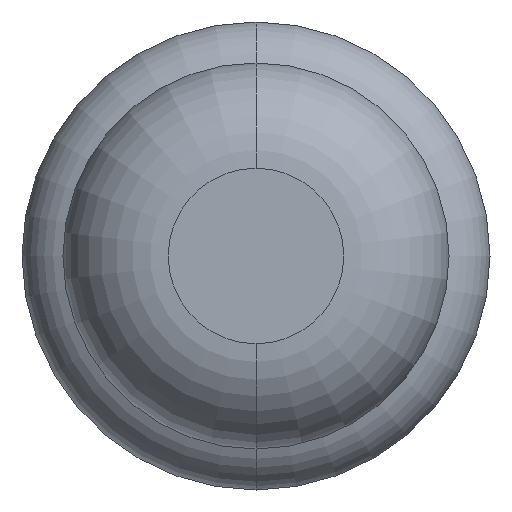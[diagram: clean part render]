
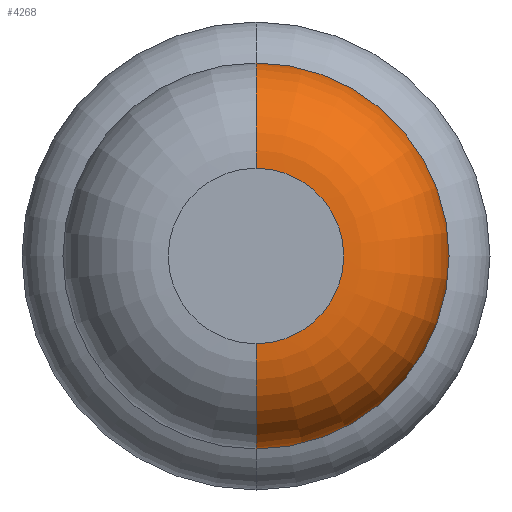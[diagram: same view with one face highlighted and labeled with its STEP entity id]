
A CAD part, front view. The second image highlights one B-rep face of the part: STEP entity #4268.
In plain terms, the highlighted toroidal (fillet/blend) face has major radius 0.375 mm and minor radius 0.45 mm.
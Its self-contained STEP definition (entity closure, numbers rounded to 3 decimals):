
#76 = EDGE_CURVE ( 'Defeature ausgef�hrt1_9+Defeature ausgef�hrt1_8+Defeature ausgef�hrt1_8+Defeature ausgef�hrt1_8', #1247, #3194, #1299, .T. ) ;
#255 = CARTESIAN_POINT ( 'NONE',  ( 0., -29., 0.375 ) ) ;
#272 = EDGE_CURVE ( 'Defeature ausgef�hrt1_8+Defeature ausgef�hrt1_7+Defeature ausgef�hrt1_7+Defeature ausgef�hrt1_7', #3498, #3936, #1680, .T. ) ;
#387 = CARTESIAN_POINT ( 'NONE',  ( 0., -28.55, -0.375 ) ) ;
#653 = DIRECTION ( 'NONE',  ( 0., 1., 0. ) ) ;
#946 = AXIS2_PLACEMENT_3D ( 'NONE', #3862, #653, #1732 ) ;
#963 = EDGE_LOOP ( 'NONE', ( #4015, #4188, #1167, #4071 ) ) ;
#1042 = DIRECTION ( 'NONE',  ( 1., 0., 0. ) ) ;
#1167 = ORIENTED_EDGE ( 'NONE', *, *, #76, .F. ) ;
#1241 = DIRECTION ( 'NONE',  ( 0., 0., 1. ) ) ;
#1247 = VERTEX_POINT ( 'NONE', #2997 ) ;
#1299 = CIRCLE ( 'NONE', #946, 0.825 ) ;
#1331 = TOROIDAL_SURFACE ( 'NONE', #3247, 0.375, 0.45 ) ;
#1404 = DIRECTION ( 'NONE',  ( 0., 0., -1. ) ) ;
#1473 = AXIS2_PLACEMENT_3D ( 'NONE', #4411, #4048, #2704 ) ;
#1573 = DIRECTION ( 'NONE',  ( 0., 0., 1. ) ) ;
#1680 = CIRCLE ( 'NONE', #1473, 0.375 ) ;
#1732 = DIRECTION ( 'NONE',  ( 0., 0., 1. ) ) ;
#1794 = EDGE_CURVE ( 'NONE', #3498, #1247, #3575, .T. ) ;
#1908 = CARTESIAN_POINT ( 'NONE',  ( 0., -28.55, 0. ) ) ;
#2279 = DIRECTION ( 'NONE',  ( -1., 0., 0. ) ) ;
#2704 = DIRECTION ( 'NONE',  ( 0., 0., 1. ) ) ;
#2842 = CIRCLE ( 'NONE', #4556, 0.45 ) ;
#2984 = CARTESIAN_POINT ( 'NONE',  ( 0., -28.55, 0.375 ) ) ;
#2997 = CARTESIAN_POINT ( 'NONE',  ( 0., -28.55, 0.825 ) ) ;
#3050 = EDGE_CURVE ( 'NONE', #3936, #3194, #2842, .T. ) ;
#3194 = VERTEX_POINT ( 'NONE', #3943 ) ;
#3247 = AXIS2_PLACEMENT_3D ( 'NONE', #1908, #3353, #1573 ) ;
#3353 = DIRECTION ( 'NONE',  ( 0., 1., 0. ) ) ;
#3498 = VERTEX_POINT ( 'NONE', #255 ) ;
#3575 = CIRCLE ( 'NONE', #3767, 0.45 ) ;
#3767 = AXIS2_PLACEMENT_3D ( 'NONE', #2984, #2279, #1241 ) ;
#3819 = CARTESIAN_POINT ( 'NONE',  ( 0., -29., -0.375 ) ) ;
#3862 = CARTESIAN_POINT ( 'NONE',  ( 0., -28.55, 0. ) ) ;
#3936 = VERTEX_POINT ( 'NONE', #3819 ) ;
#3943 = CARTESIAN_POINT ( 'NONE',  ( 0., -28.55, -0.825 ) ) ;
#4015 = ORIENTED_EDGE ( 'NONE', *, *, #272, .T. ) ;
#4048 = DIRECTION ( 'NONE',  ( 0., 1., 0. ) ) ;
#4071 = ORIENTED_EDGE ( 'NONE', *, *, #1794, .F. ) ;
#4164 = FACE_OUTER_BOUND ( 'NONE', #963, .T. ) ;
#4188 = ORIENTED_EDGE ( 'NONE', *, *, #3050, .T. ) ;
#4268 = ADVANCED_FACE ( 'Defeature ausgef�hrt1_8', ( #4164 ), #1331, .T. ) ;
#4411 = CARTESIAN_POINT ( 'NONE',  ( 0., -29., 0. ) ) ;
#4556 = AXIS2_PLACEMENT_3D ( 'NONE', #387, #1042, #1404 ) ;
